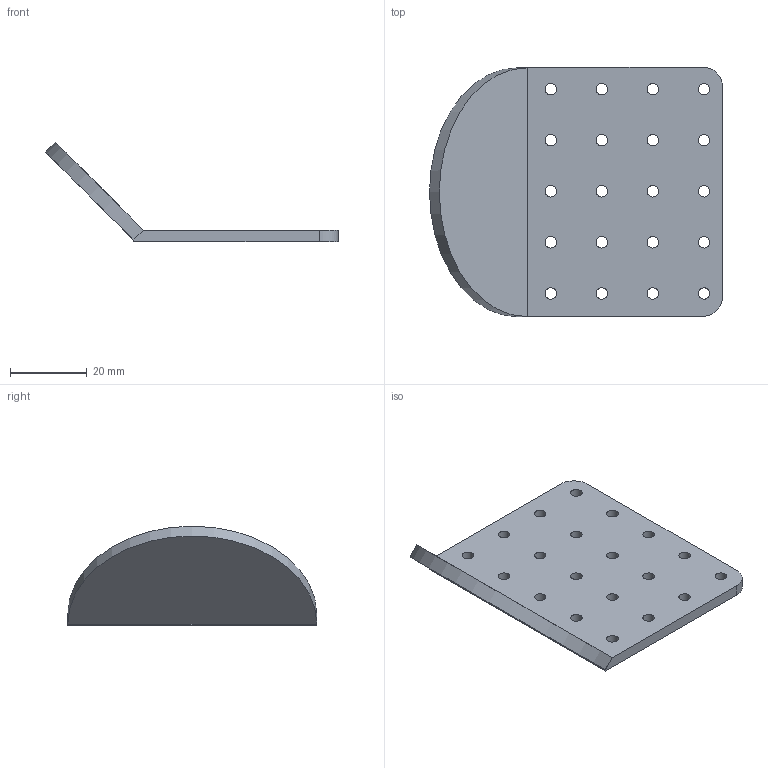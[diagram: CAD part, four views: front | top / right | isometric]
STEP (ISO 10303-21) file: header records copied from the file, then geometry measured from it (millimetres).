
FILE_DESCRIPTION(/* description */ (''),/* implementation_level */ '2;1');
FILE_NAME(/* name */ 'side bracket v2.step',/* time_stamp */ '2024-07-30T11:47:55-04:00',/* author */ (''),/* organization */ (''),/* preprocessor_version */ 'ST-DEVELOPER v20',/* originating_system */ 'Autodesk Translation Framework v13.14.0.145',/* authorisation */ '');
FILE_SCHEMA (('AUTOMOTIVE_DESIGN { 1 0 10303 214 3 1 1 }'));
Length unit declared in the file: centimetre
Products named in the file (2): side bracket; Component1
Assembly tree (1 placements, depth 2):
  side bracket
    Component1
Bounding box: 76.47 x 65.14 x 25.98 mm (x, y, z)
Volume: 15769.6 mm3; surface area: 11264.2 mm2
Topology: 1 solids, 1 shells, 32 faces, 90 edges, 60 vertices
Faces by surface type: cylinder 23, plane 9
Full cylindrical faces by diameter (mm): 3 x20
Entity records: 1195 total; most frequent: DIRECTION 208, CARTESIAN_POINT 185, ORIENTED_EDGE 180, EDGE_CURVE 90, AXIS2_PLACEMENT_3D 83, EDGE_LOOP 72, VERTEX_POINT 60, CIRCLE 46
